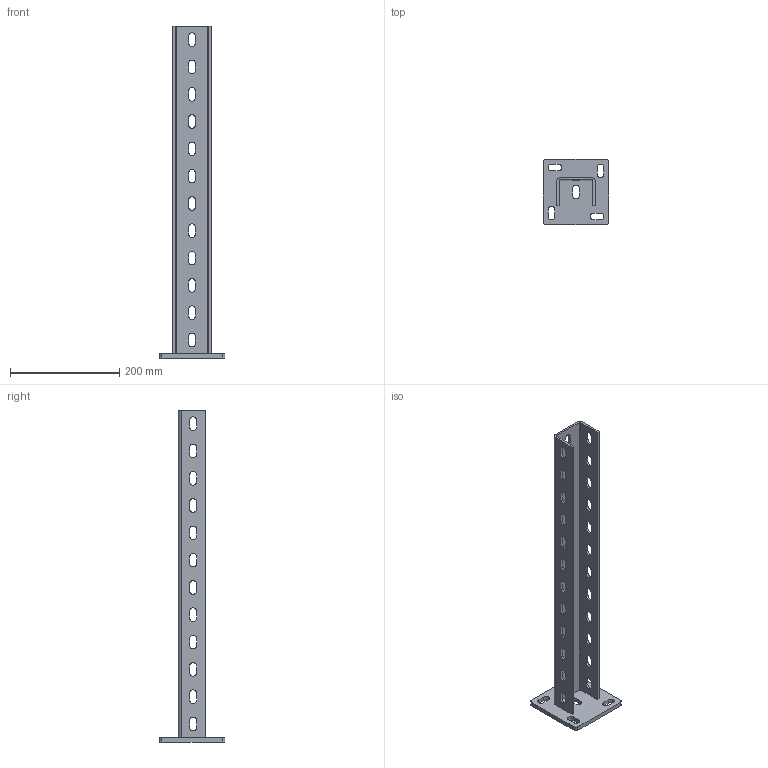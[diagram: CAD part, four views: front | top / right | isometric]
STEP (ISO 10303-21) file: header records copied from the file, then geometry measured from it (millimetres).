
FILE_DESCRIPTION (( 'STEP AP214' ), '1' );
FILE_NAME ('Äåòàë__600.STEP', '2023-04-03T10:43:01', ( '' ), ( '' ), 'SwSTEP 2.0', 'SolidWorks 2022', '' );
FILE_SCHEMA (( 'AUTOMOTIVE_DESIGN' ));
Length unit declared in the file: millimetre
Products named in the file (1): Детал__600
Bounding box: 120 x 120 x 608 mm (x, y, z)
Volume: 444257.4 mm3; surface area: 216558.3 mm2
Topology: 1 solids, 1 shells, 225 faces, 666 edges, 444 vertices
Faces by surface type: cylinder 128, plane 97
Entity records: 7814 total; most frequent: DIRECTION 1374, CARTESIAN_POINT 1336, ORIENTED_EDGE 1332, EDGE_CURVE 666, AXIS2_PLACEMENT_3D 482, VERTEX_POINT 444, LINE 410, VECTOR 410
